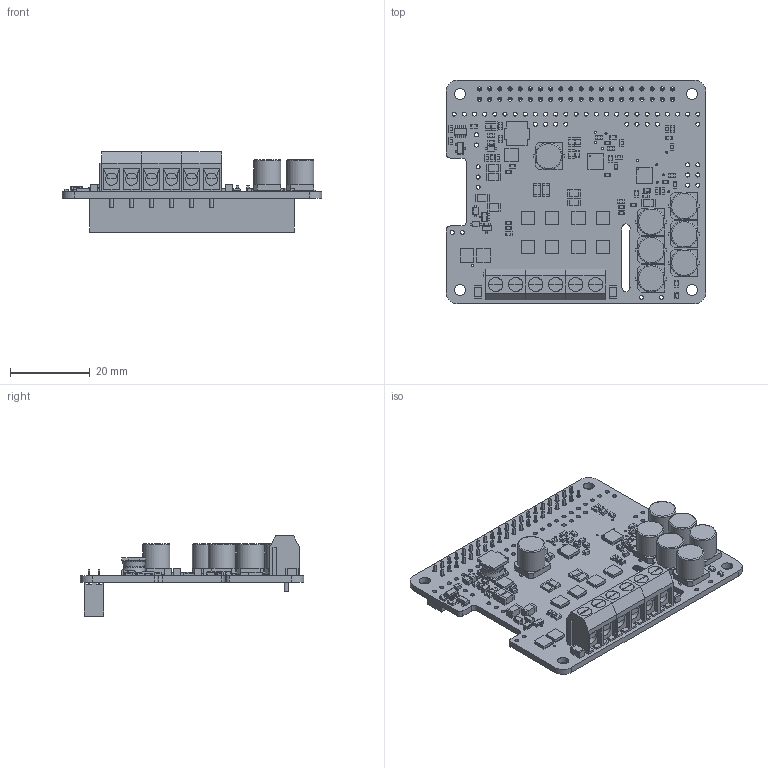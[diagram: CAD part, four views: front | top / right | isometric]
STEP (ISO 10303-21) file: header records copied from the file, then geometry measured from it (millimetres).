
FILE_DESCRIPTION (( 'STEP AP214' ), '1' );
FILE_NAME ('pololu-dual-g2-high-power-motor-driver-for-raspberry-pi-rpe03b.step', '2017-11-17T19:41:27', ( '' ), ( '' ), 'SwSTEP 2.0', 'SolidWorks 2016', '' );
FILE_SCHEMA (( 'AUTOMOTIVE_DESIGN' ));
Length unit declared in the file: millimetre
Products named in the file (1): pololu-dual-g2-high-power-motor-driver-for-raspberry-pi-rpe03b
Bounding box: 65 x 56 x 20.07 mm (x, y, z)
Volume: 11136.2 mm3; surface area: 16869.8 mm2
Topology: 5 solids, 5 shells, 4528 faces, 12781 edges, 8216 vertices
Faces by surface type: plane 3990, cylinder 361, bspline 164, torus 12, cone 1
Full cylindrical faces by diameter (mm): 0.25 x2, 0.508 x11, 1 x6, 1.016 x101, 1.143 x2, 2 x6, 2.184 x6, 2.75 x4, 3 x6, 3.5 x6, 3.55 x6, 6.8 x7
Entity records: 199185 total; most frequent: CARTESIAN_POINT 33289, ORIENTED_EDGE 25176, DIRECTION 21472, EDGE_CURVE 12588, VECTOR 11286, LINE 11286, VERTEX_POINT 8196, EDGE_LOOP 5302
